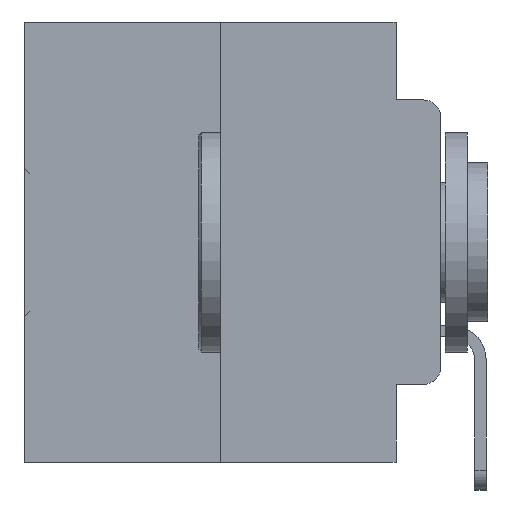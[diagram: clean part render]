
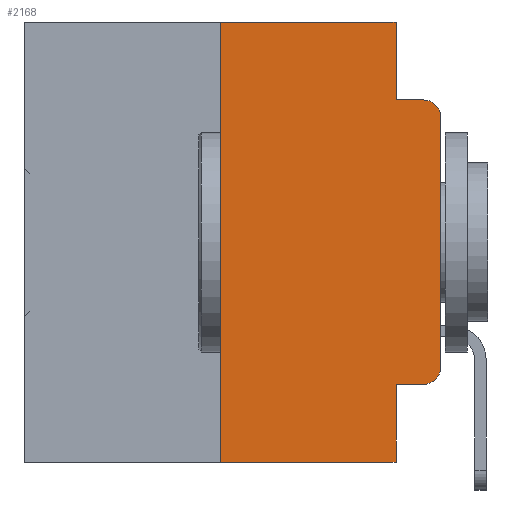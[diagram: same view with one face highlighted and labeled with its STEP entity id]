
A CAD part, left-side view. The second image highlights one B-rep face of the part: STEP entity #2168.
In plain terms, the highlighted planar face has unit normal (-1, 0, 0).
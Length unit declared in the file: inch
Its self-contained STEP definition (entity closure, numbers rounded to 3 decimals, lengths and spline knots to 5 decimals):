
#483 = DIRECTION ( 'NONE',  ( 0., -1., 0. ) ) ;
#918 = CARTESIAN_POINT ( 'NONE',  ( 0., 0., -0.1085 ) ) ;
#1727 = CARTESIAN_POINT ( 'NONE',  ( 0., 0.02, -0.1085 ) ) ;
#1762 = CARTESIAN_POINT ( 'NONE',  ( 0., 0.051, -0.4115 ) ) ;
#2168 = ADVANCED_FACE ( 'NONE', ( #17774 ), #17909, .F. ) ;
#2864 = VERTEX_POINT ( 'NONE', #31032 ) ;
#3836 = EDGE_CURVE ( 'NONE', #24511, #19169, #8910, .T. ) ;
#4392 = DIRECTION ( 'NONE',  ( 0., 0., -1. ) ) ;
#4555 = VECTOR ( 'NONE', #33356, 39.37008 ) ;
#4578 = ORIENTED_EDGE ( 'NONE', *, *, #31873, .F. ) ;
#4584 = VERTEX_POINT ( 'NONE', #17072 ) ;
#5428 = DIRECTION ( 'NONE',  ( 1., 0., 0. ) ) ;
#6270 = ORIENTED_EDGE ( 'NONE', *, *, #30196, .F. ) ;
#7015 = LINE ( 'NONE', #1762, #33132 ) ;
#7190 = LINE ( 'NONE', #32573, #13337 ) ;
#7215 = DIRECTION ( 'NONE',  ( 0., -1., 0. ) ) ;
#7296 = EDGE_CURVE ( 'NONE', #28026, #31973, #14075, .T. ) ;
#8266 = DIRECTION ( 'NONE',  ( 0., -1., 0. ) ) ;
#8495 = ORIENTED_EDGE ( 'NONE', *, *, #12783, .T. ) ;
#8741 = ORIENTED_EDGE ( 'NONE', *, *, #14521, .T. ) ;
#8768 = CARTESIAN_POINT ( 'NONE',  ( 0., 0.051, 0. ) ) ;
#8910 = LINE ( 'NONE', #8768, #15000 ) ;
#9330 = EDGE_CURVE ( 'NONE', #19169, #32794, #7190, .T. ) ;
#10510 = DIRECTION ( 'NONE',  ( 0., 0., -1. ) ) ;
#10991 = ORIENTED_EDGE ( 'NONE', *, *, #26892, .T. ) ;
#11163 = CARTESIAN_POINT ( 'NONE',  ( 0., 0.02, -0.3915 ) ) ;
#12058 = EDGE_LOOP ( 'NONE', ( #8741, #8495, #21842, #27184, #32947, #4578, #32344, #6270, #10991, #14178 ) ) ;
#12783 = EDGE_CURVE ( 'NONE', #21524, #32794, #15682, .T. ) ;
#13107 = CIRCLE ( 'NONE', #18409, 0.02 ) ;
#13255 = VECTOR ( 'NONE', #8266, 39.37008 ) ;
#13337 = VECTOR ( 'NONE', #15136, 39.37008 ) ;
#13499 = CARTESIAN_POINT ( 'NONE',  ( 0., 0.473, -0.5 ) ) ;
#13669 = CARTESIAN_POINT ( 'NONE',  ( 0., 0.051, 0. ) ) ;
#13754 = DIRECTION ( 'NONE',  ( 0., 0., -1. ) ) ;
#14075 = LINE ( 'NONE', #13499, #13255 ) ;
#14178 = ORIENTED_EDGE ( 'NONE', *, *, #25242, .T. ) ;
#14296 = DIRECTION ( 'NONE',  ( 0., 0., -1. ) ) ;
#14418 = CARTESIAN_POINT ( 'NONE',  ( 0., 0.051, -0.0885 ) ) ;
#14521 = EDGE_CURVE ( 'NONE', #2864, #21524, #17692, .T. ) ;
#14603 = LINE ( 'NONE', #20629, #28663 ) ;
#15000 = VECTOR ( 'NONE', #28973, 39.37008 ) ;
#15136 = DIRECTION ( 'NONE',  ( 0., -1., 0. ) ) ;
#15682 = CIRCLE ( 'NONE', #26532, 0.02 ) ;
#16603 = CARTESIAN_POINT ( 'NONE',  ( 0., 0.473, 0. ) ) ;
#17072 = CARTESIAN_POINT ( 'NONE',  ( 0., 0.02, -0.4115 ) ) ;
#17671 = CARTESIAN_POINT ( 'NONE',  ( 0., 0.051, -0.5 ) ) ;
#17692 = LINE ( 'NONE', #18440, #4555 ) ;
#17774 = FACE_OUTER_BOUND ( 'NONE', #12058, .T. ) ;
#17909 = PLANE ( 'NONE',  #31062 ) ;
#18409 = AXIS2_PLACEMENT_3D ( 'NONE', #11163, #28755, #13754 ) ;
#18440 = CARTESIAN_POINT ( 'NONE',  ( 0., 0., 0. ) ) ;
#18978 = VERTEX_POINT ( 'NONE', #28515 ) ;
#19169 = VERTEX_POINT ( 'NONE', #14418 ) ;
#19646 = EDGE_CURVE ( 'NONE', #18978, #24511, #30210, .T. ) ;
#20015 = LINE ( 'NONE', #27282, #33204 ) ;
#20029 = DIRECTION ( 'NONE',  ( -1., 0., 0. ) ) ;
#20629 = CARTESIAN_POINT ( 'NONE',  ( 0., 0.051, 0. ) ) ;
#21524 = VERTEX_POINT ( 'NONE', #918 ) ;
#21842 = ORIENTED_EDGE ( 'NONE', *, *, #9330, .F. ) ;
#21886 = CARTESIAN_POINT ( 'NONE',  ( 0., 0.051, -0.4115 ) ) ;
#22861 = VECTOR ( 'NONE', #483, 39.37008 ) ;
#24029 = CARTESIAN_POINT ( 'NONE',  ( 0., 0.25, -0.5 ) ) ;
#24511 = VERTEX_POINT ( 'NONE', #13669 ) ;
#25242 = EDGE_CURVE ( 'NONE', #4584, #2864, #13107, .T. ) ;
#26532 = AXIS2_PLACEMENT_3D ( 'NONE', #1727, #20029, #4392 ) ;
#26892 = EDGE_CURVE ( 'NONE', #27409, #4584, #7015, .T. ) ;
#27184 = ORIENTED_EDGE ( 'NONE', *, *, #3836, .F. ) ;
#27282 = CARTESIAN_POINT ( 'NONE',  ( 0., 0.25, 0. ) ) ;
#27409 = VERTEX_POINT ( 'NONE', #21886 ) ;
#28026 = VERTEX_POINT ( 'NONE', #24029 ) ;
#28515 = CARTESIAN_POINT ( 'NONE',  ( 0., 0.25, 0. ) ) ;
#28663 = VECTOR ( 'NONE', #10510, 39.37008 ) ;
#28755 = DIRECTION ( 'NONE',  ( -1., 0., 0. ) ) ;
#28973 = DIRECTION ( 'NONE',  ( 0., 0., -1. ) ) ;
#29741 = DIRECTION ( 'NONE',  ( 0., 0., 1. ) ) ;
#30044 = CARTESIAN_POINT ( 'NONE',  ( 0., 0.02, -0.0885 ) ) ;
#30196 = EDGE_CURVE ( 'NONE', #27409, #31973, #14603, .T. ) ;
#30210 = LINE ( 'NONE', #31281, #22861 ) ;
#31032 = CARTESIAN_POINT ( 'NONE',  ( 0., 0., -0.3915 ) ) ;
#31062 = AXIS2_PLACEMENT_3D ( 'NONE', #16603, #5428, #14296 ) ;
#31281 = CARTESIAN_POINT ( 'NONE',  ( 0., 0.473, 0. ) ) ;
#31873 = EDGE_CURVE ( 'NONE', #28026, #18978, #20015, .T. ) ;
#31973 = VERTEX_POINT ( 'NONE', #17671 ) ;
#32344 = ORIENTED_EDGE ( 'NONE', *, *, #7296, .T. ) ;
#32573 = CARTESIAN_POINT ( 'NONE',  ( 0., 0.051, -0.0885 ) ) ;
#32794 = VERTEX_POINT ( 'NONE', #30044 ) ;
#32947 = ORIENTED_EDGE ( 'NONE', *, *, #19646, .F. ) ;
#33132 = VECTOR ( 'NONE', #7215, 39.37008 ) ;
#33204 = VECTOR ( 'NONE', #29741, 39.37008 ) ;
#33356 = DIRECTION ( 'NONE',  ( 0., 0., 1. ) ) ;
